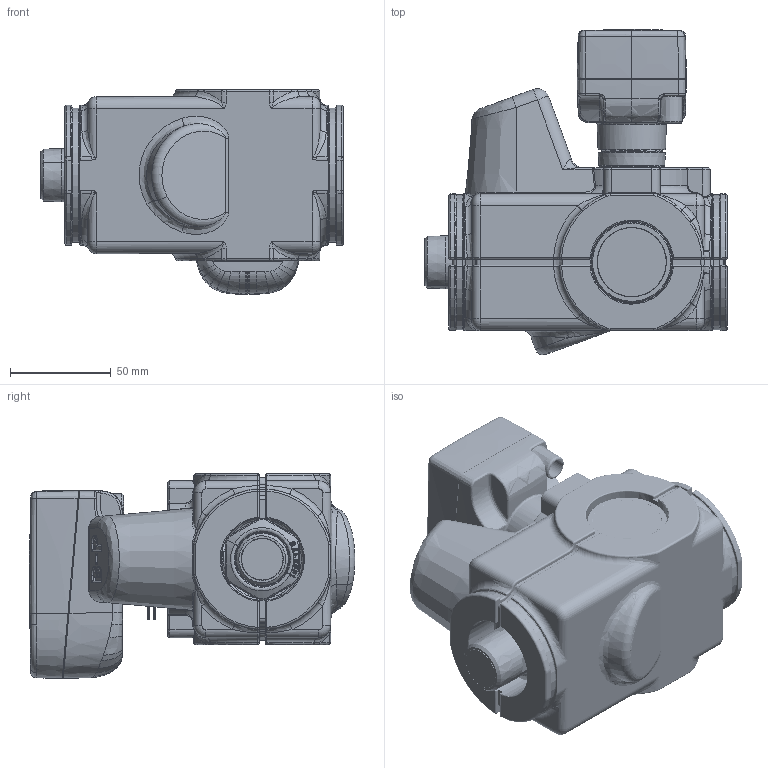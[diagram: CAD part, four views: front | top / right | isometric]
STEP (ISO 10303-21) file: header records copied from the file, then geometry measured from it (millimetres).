
FILE_DESCRIPTION(('CATIA V5 STEP Exchange','CAx-IF Rec.Pracs.--- Model Styling and Organization---1.5--- 2016-08-15','CAx-IF Rec.Pracs.---Supplemental Geometry---1.0---2011-11-01','CAx-IF Rec.Pracs.--- Composite Materials ---3.4---2017-06-13','CAx-IF Rec.Pracs.---Tessellated 3D Geometry---1.0---2015-12-17'),'2;1');
FILE_NAME('STEP_640062_-_TST.stp','2025-08-26T09:29:50+00:00',('none'),('none'),'CATIA Version 5-6 Release 2020 SP5','CATIA V5 STEP AP242 v2','none');
FILE_SCHEMA(('AP242_MANAGED_MODEL_BASED_3D_ENGINEERING_MIM_LF {1 0 10303 442 1 1 4}'));
Products named in the file (1): 640062 - TST
Bounding box: 150.5 x 162.06 x 101.69 mm (x, y, z)
Volume: 941123.2 mm3; surface area: 200613.7 mm2
Topology: 3 solids, 23 shells, 5000 faces, 12920 edges, 7684 vertices
Faces by surface type: bspline 1681, cylinder 1205, plane 845, torus 562, cone 302, sphere 207, revolution 159, extrusion 39
Entity records: 233009 total; most frequent: CARTESIAN_POINT 133013, ORIENTED_EDGE 25216, EDGE_CURVE 12608, DIRECTION 10721, VERTEX_POINT 7684, B_SPLINE_CURVE_WITH_KNOTS 5922, AXIS2_PLACEMENT_3D 5420, EDGE_LOOP 5134
